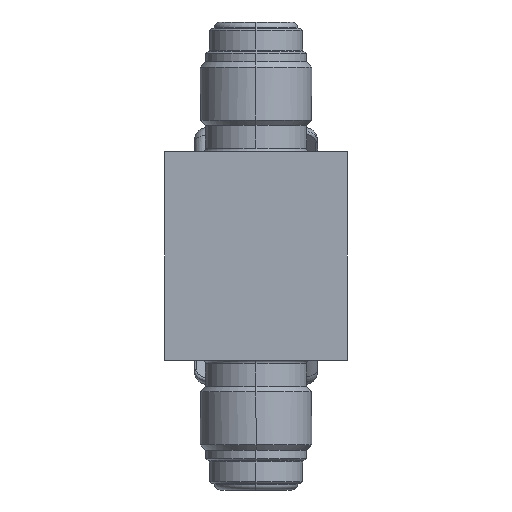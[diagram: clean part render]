
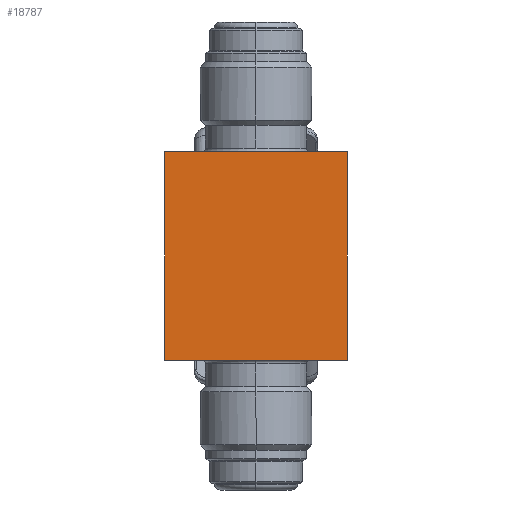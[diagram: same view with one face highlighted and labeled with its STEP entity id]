
A CAD part, front view. The second image highlights one B-rep face of the part: STEP entity #18787.
In plain terms, the highlighted planar face has unit normal (0, -1, 0).
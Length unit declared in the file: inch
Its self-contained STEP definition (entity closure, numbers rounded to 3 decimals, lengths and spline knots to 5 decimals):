
#7418 = DIRECTION ( 'NONE',  ( 0., 0., -1. ) ) ;
#8771 = LINE ( 'NONE', #20462, #38656 ) ;
#9182 = AXIS2_PLACEMENT_3D ( 'NONE', #27495, #35146, #14427 ) ;
#10413 = ORIENTED_EDGE ( 'NONE', *, *, #13675, .T. ) ;
#11388 = VERTEX_POINT ( 'NONE', #32123 ) ;
#11917 = VERTEX_POINT ( 'NONE', #35643 ) ;
#13675 = EDGE_CURVE ( 'NONE', #11388, #11917, #28153, .T. ) ;
#14427 = DIRECTION ( 'NONE',  ( 0., 0., 1. ) ) ;
#17413 = CARTESIAN_POINT ( 'NONE',  ( -1.24851, -4.0018, 0.73412 ) ) ;
#18787 = ADVANCED_FACE ( 'NONE', ( #27799 ), #27749, .T. ) ;
#20462 = CARTESIAN_POINT ( 'NONE',  ( -2.12351, -4.0018, 1.73412 ) ) ;
#20856 = LINE ( 'NONE', #26495, #31210 ) ;
#20879 = DIRECTION ( 'NONE',  ( -1., 0., 0. ) ) ;
#21295 = VECTOR ( 'NONE', #20879, 39.37008 ) ;
#21617 = EDGE_CURVE ( 'NONE', #26510, #37273, #20856, .T. ) ;
#23830 = EDGE_CURVE ( 'NONE', #11388, #37273, #8771, .T. ) ;
#25047 = CARTESIAN_POINT ( 'NONE',  ( -2.12351, -4.0018, 1.73412 ) ) ;
#25587 = EDGE_LOOP ( 'NONE', ( #44951, #10413, #25927, #36952 ) ) ;
#25927 = ORIENTED_EDGE ( 'NONE', *, *, #39793, .F. ) ;
#26495 = CARTESIAN_POINT ( 'NONE',  ( -1.24851, -4.0018, 0.73412 ) ) ;
#26510 = VERTEX_POINT ( 'NONE', #44925 ) ;
#27495 = CARTESIAN_POINT ( 'NONE',  ( -1.24851, -4.0018, 1.73412 ) ) ;
#27662 = CARTESIAN_POINT ( 'NONE',  ( -1.24851, -4.0018, 1.73412 ) ) ;
#27749 = PLANE ( 'NONE',  #9182 ) ;
#27799 = FACE_OUTER_BOUND ( 'NONE', #25587, .T. ) ;
#28153 = LINE ( 'NONE', #25047, #29233 ) ;
#29233 = VECTOR ( 'NONE', #7418, 39.37008 ) ;
#30946 = DIRECTION ( 'NONE',  ( 1., 0., 0. ) ) ;
#31210 = VECTOR ( 'NONE', #31687, 39.37008 ) ;
#31687 = DIRECTION ( 'NONE',  ( 0., 0., 1. ) ) ;
#32123 = CARTESIAN_POINT ( 'NONE',  ( -2.12351, -4.0018, 1.73412 ) ) ;
#35146 = DIRECTION ( 'NONE',  ( 0., -1., 0. ) ) ;
#35643 = CARTESIAN_POINT ( 'NONE',  ( -2.12351, -4.0018, 0.73412 ) ) ;
#36952 = ORIENTED_EDGE ( 'NONE', *, *, #21617, .T. ) ;
#37273 = VERTEX_POINT ( 'NONE', #27662 ) ;
#38656 = VECTOR ( 'NONE', #30946, 39.37008 ) ;
#39711 = LINE ( 'NONE', #17413, #21295 ) ;
#39793 = EDGE_CURVE ( 'NONE', #26510, #11917, #39711, .T. ) ;
#44925 = CARTESIAN_POINT ( 'NONE',  ( -1.24851, -4.0018, 0.73412 ) ) ;
#44951 = ORIENTED_EDGE ( 'NONE', *, *, #23830, .F. ) ;
